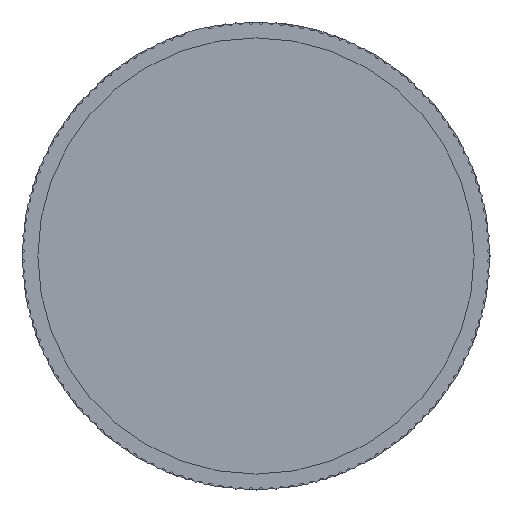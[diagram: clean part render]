
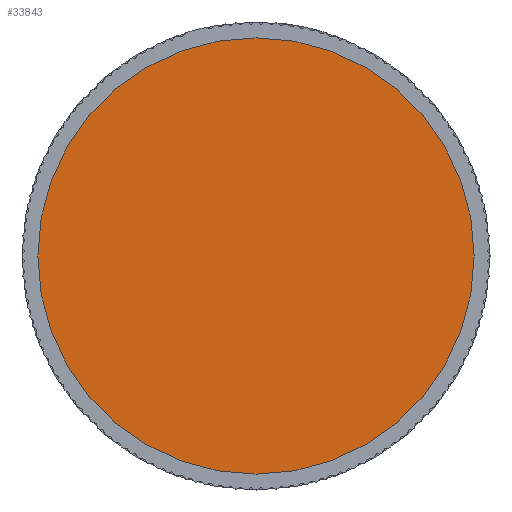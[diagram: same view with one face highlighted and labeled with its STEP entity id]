
A CAD part, front view. The second image highlights one B-rep face of the part: STEP entity #33843.
In plain terms, the highlighted planar face has unit normal (0, -1, 0).
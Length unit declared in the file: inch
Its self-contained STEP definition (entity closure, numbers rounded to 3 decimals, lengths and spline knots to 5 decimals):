
#801 = CARTESIAN_POINT ( 'NONE',  ( 0., 0.37795, -1.2874 ) ) ;
#2911 = DIRECTION ( 'NONE',  ( 0., 0., -1. ) ) ;
#3682 = AXIS2_PLACEMENT_3D ( 'NONE', #49486, #26392, #2911 ) ;
#6618 = CARTESIAN_POINT ( 'NONE',  ( 1.24065, 0.37795, 0. ) ) ;
#8368 = EDGE_LOOP ( 'NONE', ( #21979, #28831 ) ) ;
#10085 = EDGE_CURVE ( 'NONE', #47280, #18782, #49833, .T. ) ;
#10581 = DIRECTION ( 'NONE',  ( 0., 0., -1. ) ) ;
#11718 = CARTESIAN_POINT ( 'NONE',  ( 0., 0.37795, 1.2874 ) ) ;
#18175 = CARTESIAN_POINT ( 'NONE',  ( 0., 0.37795, 0. ) ) ;
#18782 = VERTEX_POINT ( 'NONE', #801 ) ;
#19624 = FACE_OUTER_BOUND ( 'NONE', #8368, .T. ) ;
#21979 = ORIENTED_EDGE ( 'NONE', *, *, #22378, .T. ) ;
#22114 = DIRECTION ( 'NONE',  ( 0., 0., -1. ) ) ;
#22378 = EDGE_CURVE ( 'NONE', #18782, #47280, #27931, .T. ) ;
#26392 = DIRECTION ( 'NONE',  ( 0., -1., 0. ) ) ;
#27931 = CIRCLE ( 'NONE', #40738, 1.2874 ) ;
#28831 = ORIENTED_EDGE ( 'NONE', *, *, #10085, .T. ) ;
#33843 = ADVANCED_FACE ( 'NONE', ( #19624 ), #49276, .T. ) ;
#34041 = DIRECTION ( 'NONE',  ( 0., -1., 0. ) ) ;
#40738 = AXIS2_PLACEMENT_3D ( 'NONE', #18175, #45348, #22114 ) ;
#45348 = DIRECTION ( 'NONE',  ( 0., -1., 0. ) ) ;
#45802 = AXIS2_PLACEMENT_3D ( 'NONE', #6618, #34041, #10581 ) ;
#47280 = VERTEX_POINT ( 'NONE', #11718 ) ;
#49276 = PLANE ( 'NONE',  #45802 ) ;
#49486 = CARTESIAN_POINT ( 'NONE',  ( 0., 0.37795, 0. ) ) ;
#49833 = CIRCLE ( 'NONE', #3682, 1.2874 ) ;
